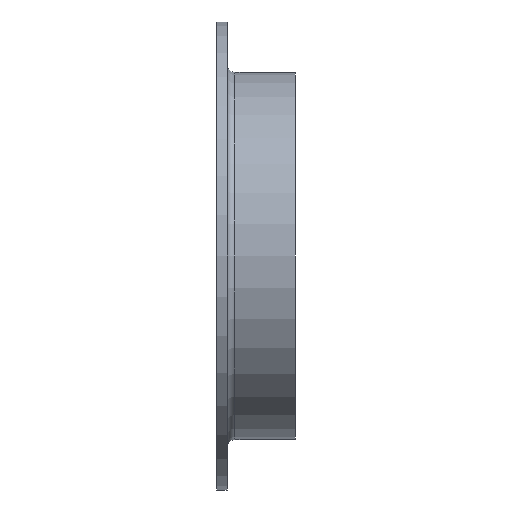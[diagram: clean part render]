
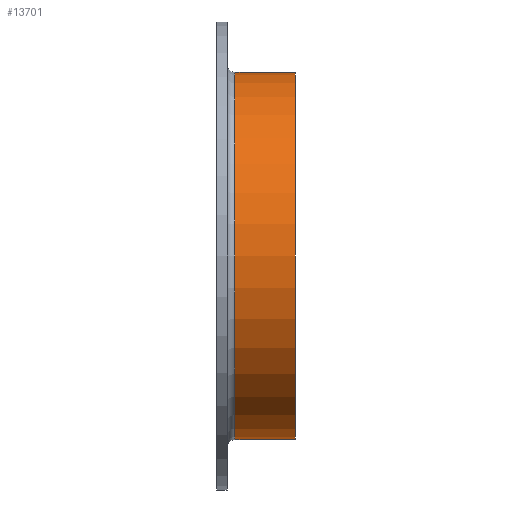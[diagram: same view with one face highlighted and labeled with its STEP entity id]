
A CAD part, front view. The second image highlights one B-rep face of the part: STEP entity #13701.
In plain terms, the highlighted cylindrical face has radius 69.85 mm (diameter 139.7 mm), a full revolution.
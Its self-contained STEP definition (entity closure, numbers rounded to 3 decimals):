
#235 = AXIS2_PLACEMENT_3D ( 'NONE', #3871, #2458, #7276 ) ;
#625 = FACE_OUTER_BOUND ( 'NONE', #1279, .T. ) ;
#1279 = EDGE_LOOP ( 'NONE', ( #14824 ) ) ;
#1950 = CARTESIAN_POINT ( 'NONE',  ( 30., 0., 69.85 ) ) ;
#2433 = EDGE_CURVE ( 'NONE', #6699, #6699, #10128, .T. ) ;
#2458 = DIRECTION ( 'NONE',  ( 1., 0., 0. ) ) ;
#3041 = CARTESIAN_POINT ( 'NONE',  ( 0., 0., 0. ) ) ;
#3520 = EDGE_LOOP ( 'NONE', ( #13790 ) ) ;
#3871 = CARTESIAN_POINT ( 'NONE',  ( 7., 0., 0. ) ) ;
#5469 = AXIS2_PLACEMENT_3D ( 'NONE', #5565, #10255, #15055 ) ;
#5565 = CARTESIAN_POINT ( 'NONE',  ( 30., 0., 0. ) ) ;
#6153 = EDGE_CURVE ( 'NONE', #12792, #12792, #11626, .T. ) ;
#6469 = CYLINDRICAL_SURFACE ( 'NONE', #14463, 69.85 ) ;
#6699 = VERTEX_POINT ( 'NONE', #11401 ) ;
#7276 = DIRECTION ( 'NONE',  ( 0., 0., 1. ) ) ;
#7768 = DIRECTION ( 'NONE',  ( -1., 0., 0. ) ) ;
#8706 = FACE_OUTER_BOUND ( 'NONE', #3520, .T. ) ;
#10128 = CIRCLE ( 'NONE', #235, 69.85 ) ;
#10255 = DIRECTION ( 'NONE',  ( -1., 0., 0. ) ) ;
#11401 = CARTESIAN_POINT ( 'NONE',  ( 7., 0., 69.85 ) ) ;
#11626 = CIRCLE ( 'NONE', #5469, 69.85 ) ;
#12792 = VERTEX_POINT ( 'NONE', #1950 ) ;
#13567 = DIRECTION ( 'NONE',  ( 0., 0., 1. ) ) ;
#13701 = ADVANCED_FACE ( 'NONE', ( #625, #8706 ), #6469, .T. ) ;
#13790 = ORIENTED_EDGE ( 'NONE', *, *, #6153, .T. ) ;
#14463 = AXIS2_PLACEMENT_3D ( 'NONE', #3041, #7768, #13567 ) ;
#14824 = ORIENTED_EDGE ( 'NONE', *, *, #2433, .T. ) ;
#15055 = DIRECTION ( 'NONE',  ( 0., 0., 1. ) ) ;
